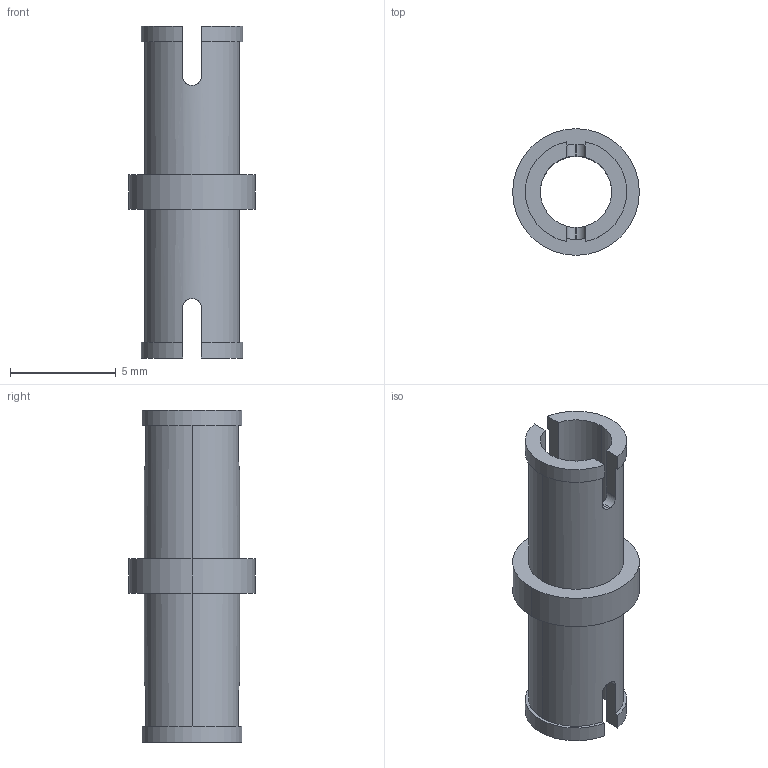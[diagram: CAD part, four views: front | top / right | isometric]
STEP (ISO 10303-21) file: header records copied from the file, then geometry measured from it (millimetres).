
FILE_DESCRIPTION((''),'1');
FILE_NAME('GEAR_PIN1','2000-08-24T',('ujkopena'),(''),'PRO/ENGINEER BY PARAMETRIC TECHNOLOGY CORPORATION, 1999390','PRO/ENGINEER BY PARAMETRIC TECHNOLOGY CORPORATION, 1999390','');
FILE_SCHEMA(('CONFIG_CONTROL_DESIGN'));
Length unit declared in the file: metre
Products named in the file (1): GEAR_PIN1
Bounding box: 6 x 6 x 15.72 mm (x, y, z)
Volume: 126.9 mm3; surface area: 438.1 mm2
Topology: 1 solids, 1 shells, 42 faces, 120 edges, 80 vertices
Faces by surface type: plane 22, cylinder 20
Entity records: 1538 total; most frequent: CARTESIAN_POINT 386, ORIENTED_EDGE 240, DIRECTION 228, EDGE_CURVE 120, AXIS2_PLACEMENT_3D 82, VERTEX_POINT 80, VECTOR 64, LINE 64
